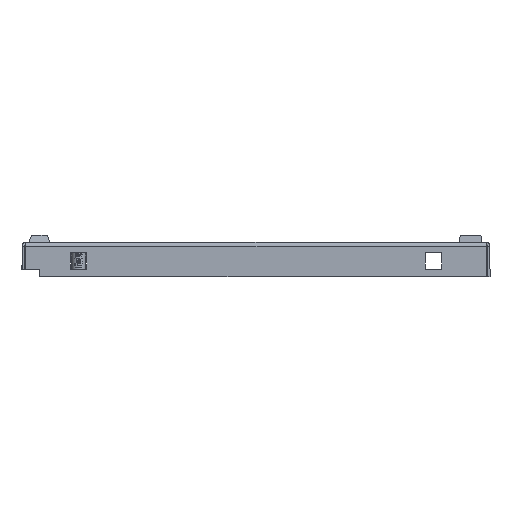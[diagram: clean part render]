
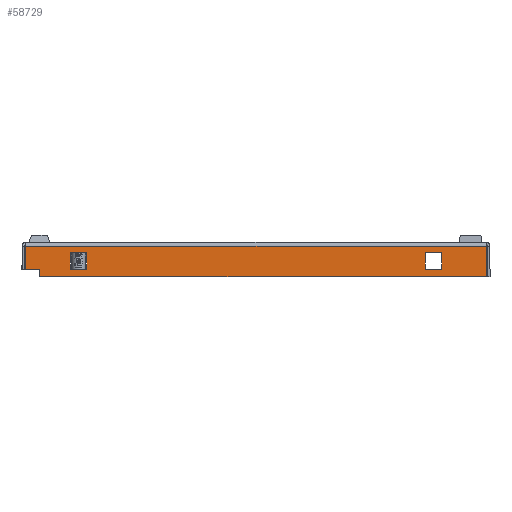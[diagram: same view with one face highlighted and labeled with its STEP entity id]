
A CAD part, front view. The second image highlights one B-rep face of the part: STEP entity #58729.
In plain terms, the highlighted planar face has unit normal (0, -1, 0).
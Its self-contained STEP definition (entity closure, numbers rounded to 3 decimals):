
#26942 = LINE ( 'NONE', #94170, #26966 ) ;
#26950 = LINE ( 'NONE', #94166, #26959 ) ;
#26959 = VECTOR ( 'NONE', #94164, 1000. ) ;
#26962 = LINE ( 'NONE', #94165, #26979 ) ;
#26966 = VECTOR ( 'NONE', #94163, 1000. ) ;
#26979 = VECTOR ( 'NONE', #94159, 1000. ) ;
#27002 = LINE ( 'NONE', #94150, #27013 ) ;
#27013 = VECTOR ( 'NONE', #94148, 1000. ) ;
#27030 = LINE ( 'NONE', #94142, #27039 ) ;
#27036 = LINE ( 'NONE', #94140, #27046 ) ;
#27039 = VECTOR ( 'NONE', #94141, 1000. ) ;
#27042 = LINE ( 'NONE', #94138, #27053 ) ;
#27046 = VECTOR ( 'NONE', #94139, 1000. ) ;
#27053 = VECTOR ( 'NONE', #94136, 1000. ) ;
#27070 = LINE ( 'NONE', #94130, #27079 ) ;
#27079 = VECTOR ( 'NONE', #94129, 1000. ) ;
#27082 = LINE ( 'NONE', #94126, #27093 ) ;
#27090 = LINE ( 'NONE', #94124, #27099 ) ;
#27093 = VECTOR ( 'NONE', #94125, 1000. ) ;
#27096 = LINE ( 'NONE', #94046, #27133 ) ;
#27099 = VECTOR ( 'NONE', #94122, 1000. ) ;
#27116 = LINE ( 'NONE', #94048, #27126 ) ;
#27122 = LINE ( 'NONE', #94081, #27139 ) ;
#27126 = VECTOR ( 'NONE', #94047, 1000. ) ;
#27133 = VECTOR ( 'NONE', #94044, 1000. ) ;
#27139 = VECTOR ( 'NONE', #94043, 1000. ) ;
#28040 = FACE_BOUND ( 'NONE', #51314, .T. ) ;
#28041 = FACE_BOUND ( 'NONE', #51311, .T. ) ;
#28043 = FACE_OUTER_BOUND ( 'NONE', #51313, .T. ) ;
#40399 = LINE ( 'NONE', #94757, #40415 ) ;
#40415 = VECTOR ( 'NONE', #94744, 1000. ) ;
#43049 = ORIENTED_EDGE ( 'NONE', *, *, #55925, .F. ) ;
#43050 = ORIENTED_EDGE ( 'NONE', *, *, #55922, .F. ) ;
#43059 = ORIENTED_EDGE ( 'NONE', *, *, #55734, .F. ) ;
#43062 = ORIENTED_EDGE ( 'NONE', *, *, #55907, .F. ) ;
#43064 = ORIENTED_EDGE ( 'NONE', *, *, #55916, .F. ) ;
#43066 = ORIENTED_EDGE ( 'NONE', *, *, #55918, .F. ) ;
#43067 = ORIENTED_EDGE ( 'NONE', *, *, #55933, .F. ) ;
#43068 = ORIENTED_EDGE ( 'NONE', *, *, #55924, .F. ) ;
#43069 = ORIENTED_EDGE ( 'NONE', *, *, #55917, .F. ) ;
#43070 = ORIENTED_EDGE ( 'NONE', *, *, #55904, .F. ) ;
#43072 = ORIENTED_EDGE ( 'NONE', *, *, #55912, .F. ) ;
#43074 = ORIENTED_EDGE ( 'NONE', *, *, #55905, .F. ) ;
#43075 = ORIENTED_EDGE ( 'NONE', *, *, #55931, .F. ) ;
#43076 = ORIENTED_EDGE ( 'NONE', *, *, #55932, .F. ) ;
#46127 = DIRECTION ( 'NONE',  ( 0., 0., 1. ) ) ;
#46129 = PLANE ( 'NONE',  #47558 ) ;
#46212 = DIRECTION ( 'NONE',  ( 0., 1., 0. ) ) ;
#46215 = CARTESIAN_POINT ( 'NONE',  ( 130.25, -149., -18. ) ) ;
#47558 = AXIS2_PLACEMENT_3D ( 'NONE', #46215, #46212, #46127 ) ;
#50926 = VERTEX_POINT ( 'NONE', #77711 ) ;
#50927 = VERTEX_POINT ( 'NONE', #77706 ) ;
#50934 = VERTEX_POINT ( 'NONE', #77705 ) ;
#50935 = VERTEX_POINT ( 'NONE', #77701 ) ;
#50937 = VERTEX_POINT ( 'NONE', #77703 ) ;
#50938 = VERTEX_POINT ( 'NONE', #77699 ) ;
#50940 = VERTEX_POINT ( 'NONE', #77702 ) ;
#50941 = VERTEX_POINT ( 'NONE', #77697 ) ;
#50944 = VERTEX_POINT ( 'NONE', #77695 ) ;
#50946 = VERTEX_POINT ( 'NONE', #77698 ) ;
#50948 = VERTEX_POINT ( 'NONE', #77696 ) ;
#50949 = VERTEX_POINT ( 'NONE', #77692 ) ;
#50952 = VERTEX_POINT ( 'NONE', #77690 ) ;
#50955 = VERTEX_POINT ( 'NONE', #77688 ) ;
#51311 = EDGE_LOOP ( 'NONE', ( #43072, #43074, #43075, #43076 ) ) ;
#51313 = EDGE_LOOP ( 'NONE', ( #43049, #43050, #43064, #43059, #43062, #43066 ) ) ;
#51314 = EDGE_LOOP ( 'NONE', ( #43067, #43068, #43069, #43070 ) ) ;
#55734 = EDGE_CURVE ( 'NONE', #50940, #50952, #40399, .T. ) ;
#55904 = EDGE_CURVE ( 'NONE', #50941, #50937, #26950, .T. ) ;
#55905 = EDGE_CURVE ( 'NONE', #50938, #50935, #26942, .T. ) ;
#55907 = EDGE_CURVE ( 'NONE', #50946, #50940, #26962, .T. ) ;
#55912 = EDGE_CURVE ( 'NONE', #50935, #50927, #27002, .T. ) ;
#55916 = EDGE_CURVE ( 'NONE', #50952, #50949, #27030, .T. ) ;
#55917 = EDGE_CURVE ( 'NONE', #50937, #50944, #27036, .T. ) ;
#55918 = EDGE_CURVE ( 'NONE', #50955, #50946, #27042, .T. ) ;
#55922 = EDGE_CURVE ( 'NONE', #50949, #50948, #27070, .T. ) ;
#55924 = EDGE_CURVE ( 'NONE', #50944, #50934, #27082, .T. ) ;
#55925 = EDGE_CURVE ( 'NONE', #50948, #50955, #27090, .T. ) ;
#55931 = EDGE_CURVE ( 'NONE', #50926, #50938, #27116, .T. ) ;
#55932 = EDGE_CURVE ( 'NONE', #50927, #50926, #27096, .T. ) ;
#55933 = EDGE_CURVE ( 'NONE', #50934, #50941, #27122, .T. ) ;
#58729 = ADVANCED_FACE ( 'NONE', ( #28043, #28040, #28041 ), #46129, .F. ) ;
#77688 = CARTESIAN_POINT ( 'NONE',  ( -122.5, -149., -14. ) ) ;
#77690 = CARTESIAN_POINT ( 'NONE',  ( 130.5, -149., -0.75 ) ) ;
#77692 = CARTESIAN_POINT ( 'NONE',  ( 130.5, -149., -18. ) ) ;
#77695 = CARTESIAN_POINT ( 'NONE',  ( -95.75, -149., -4.25 ) ) ;
#77696 = CARTESIAN_POINT ( 'NONE',  ( -122.5, -149., -18. ) ) ;
#77697 = CARTESIAN_POINT ( 'NONE',  ( -105.25, -149., -13.75 ) ) ;
#77698 = CARTESIAN_POINT ( 'NONE',  ( -130.5, -149., -14. ) ) ;
#77699 = CARTESIAN_POINT ( 'NONE',  ( 105.25, -149., -13.75 ) ) ;
#77701 = CARTESIAN_POINT ( 'NONE',  ( 105.25, -149., -4.25 ) ) ;
#77702 = CARTESIAN_POINT ( 'NONE',  ( -130.5, -149., -0.75 ) ) ;
#77703 = CARTESIAN_POINT ( 'NONE',  ( -95.75, -149., -13.75 ) ) ;
#77705 = CARTESIAN_POINT ( 'NONE',  ( -105.25, -149., -4.25 ) ) ;
#77706 = CARTESIAN_POINT ( 'NONE',  ( 95.75, -149., -4.25 ) ) ;
#77711 = CARTESIAN_POINT ( 'NONE',  ( 95.75, -149., -13.75 ) ) ;
#94043 = DIRECTION ( 'NONE',  ( 0., 0., -1. ) ) ;
#94044 = DIRECTION ( 'NONE',  ( 0., 0., -1. ) ) ;
#94046 = CARTESIAN_POINT ( 'NONE',  ( 95.75, -149., -18. ) ) ;
#94047 = DIRECTION ( 'NONE',  ( 1., 0., 0. ) ) ;
#94048 = CARTESIAN_POINT ( 'NONE',  ( 130.25, -149., -13.75 ) ) ;
#94081 = CARTESIAN_POINT ( 'NONE',  ( -105.25, -149., -18. ) ) ;
#94122 = DIRECTION ( 'NONE',  ( 0., 0., 1. ) ) ;
#94124 = CARTESIAN_POINT ( 'NONE',  ( -122.5, -149., -18. ) ) ;
#94125 = DIRECTION ( 'NONE',  ( -1., 0., 0. ) ) ;
#94126 = CARTESIAN_POINT ( 'NONE',  ( 130.25, -149., -4.25 ) ) ;
#94129 = DIRECTION ( 'NONE',  ( -1., 0., 0. ) ) ;
#94130 = CARTESIAN_POINT ( 'NONE',  ( 130.25, -149., -18. ) ) ;
#94136 = DIRECTION ( 'NONE',  ( -1., 0., 0. ) ) ;
#94138 = CARTESIAN_POINT ( 'NONE',  ( 130.25, -149., -14. ) ) ;
#94139 = DIRECTION ( 'NONE',  ( 0., 0., 1. ) ) ;
#94140 = CARTESIAN_POINT ( 'NONE',  ( -95.75, -149., -18. ) ) ;
#94141 = DIRECTION ( 'NONE',  ( 0., 0., -1. ) ) ;
#94142 = CARTESIAN_POINT ( 'NONE',  ( 130.5, -149., -18. ) ) ;
#94148 = DIRECTION ( 'NONE',  ( -1., 0., 0. ) ) ;
#94150 = CARTESIAN_POINT ( 'NONE',  ( 130.25, -149., -4.25 ) ) ;
#94159 = DIRECTION ( 'NONE',  ( 0., 0., 1. ) ) ;
#94163 = DIRECTION ( 'NONE',  ( 0., 0., 1. ) ) ;
#94164 = DIRECTION ( 'NONE',  ( 1., 0., 0. ) ) ;
#94165 = CARTESIAN_POINT ( 'NONE',  ( -130.5, -149., -18. ) ) ;
#94166 = CARTESIAN_POINT ( 'NONE',  ( 130.25, -149., -13.75 ) ) ;
#94170 = CARTESIAN_POINT ( 'NONE',  ( 105.25, -149., -18. ) ) ;
#94744 = DIRECTION ( 'NONE',  ( 1., 0., 0. ) ) ;
#94757 = CARTESIAN_POINT ( 'NONE',  ( -261.009, -149., -0.75 ) ) ;
